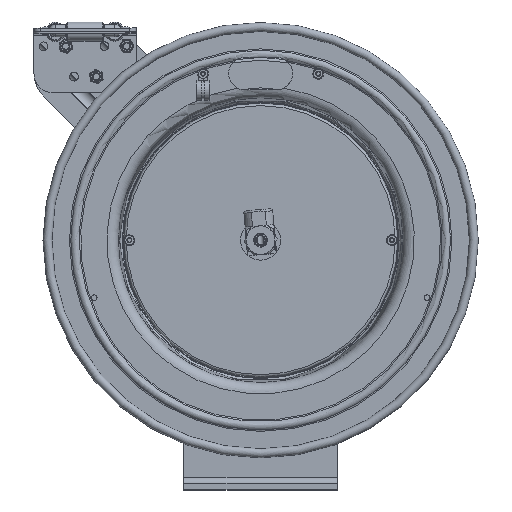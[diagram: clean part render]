
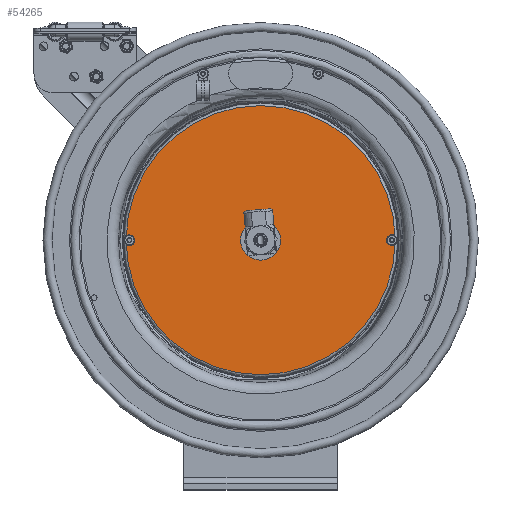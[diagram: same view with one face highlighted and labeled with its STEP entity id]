
A CAD part, top view. The second image highlights one B-rep face of the part: STEP entity #54265.
In plain terms, the highlighted planar face has unit normal (0, 0, 1).
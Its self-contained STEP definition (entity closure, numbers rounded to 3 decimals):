
#1183=FACE_BOUND('',#18394,.T.);
#1184=FACE_BOUND('',#18395,.T.);
#1185=FACE_BOUND('',#18396,.T.);
#1899=PLANE('',#58182);
#16270=FACE_OUTER_BOUND('',#18393,.T.);
#18393=EDGE_LOOP('',(#46979,#46980));
#18394=EDGE_LOOP('',(#46981));
#18395=EDGE_LOOP('',(#46982));
#18396=EDGE_LOOP('',(#46983));
#20731=CIRCLE('',#58177,5.255);
#20732=CIRCLE('',#58178,5.255);
#20736=CIRCLE('',#58183,0.1);
#20737=CIRCLE('',#58184,0.1);
#20738=CIRCLE('',#58185,0.65);
#26324=VERTEX_POINT('',#92530);
#26325=VERTEX_POINT('',#92531);
#26328=VERTEX_POINT('',#92540);
#26329=VERTEX_POINT('',#92542);
#26330=VERTEX_POINT('',#92544);
#35166=EDGE_CURVE('',#26324,#26325,#20731,.T.);
#35167=EDGE_CURVE('',#26325,#26324,#20732,.T.);
#35171=EDGE_CURVE('',#26328,#26328,#20736,.T.);
#35172=EDGE_CURVE('',#26329,#26329,#20737,.T.);
#35173=EDGE_CURVE('',#26330,#26330,#20738,.T.);
#46979=ORIENTED_EDGE('',*,*,#35166,.T.);
#46980=ORIENTED_EDGE('',*,*,#35167,.T.);
#46981=ORIENTED_EDGE('',*,*,#35171,.T.);
#46982=ORIENTED_EDGE('',*,*,#35172,.T.);
#46983=ORIENTED_EDGE('',*,*,#35173,.T.);
#54265=ADVANCED_FACE('',(#16270,#1183,#1184,#1185),#1899,.T.);
#58177=AXIS2_PLACEMENT_3D('',#92532,#67837,#67838);
#58178=AXIS2_PLACEMENT_3D('',#92533,#67839,#67840);
#58182=AXIS2_PLACEMENT_3D('',#92539,#67847,#67848);
#58183=AXIS2_PLACEMENT_3D('',#92541,#67849,#67850);
#58184=AXIS2_PLACEMENT_3D('',#92543,#67851,#67852);
#58185=AXIS2_PLACEMENT_3D('',#92545,#67853,#67854);
#67837=DIRECTION('center_axis',(0.,0.,
1.));
#67838=DIRECTION('ref_axis',(0.,1.,0.));
#67839=DIRECTION('center_axis',(0.,0.,
1.));
#67840=DIRECTION('ref_axis',(0.,1.,0.));
#67847=DIRECTION('center_axis',(0.,0.,
1.));
#67848=DIRECTION('ref_axis',(1.,0.,0.));
#67849=DIRECTION('center_axis',(0.,0.,
-1.));
#67850=DIRECTION('ref_axis',(0.,1.,0.));
#67851=DIRECTION('center_axis',(0.,0.,
-1.));
#67852=DIRECTION('ref_axis',(0.,1.,0.));
#67853=DIRECTION('center_axis',(0.,0.,
-1.));
#67854=DIRECTION('ref_axis',(0.,-1.,0.));
#92530=CARTESIAN_POINT('',(-0.031,5.711,2.804));
#92531=CARTESIAN_POINT('',(-5.286,0.456,2.804));
#92532=CARTESIAN_POINT('Origin',(-0.031,0.456,
2.804));
#92533=CARTESIAN_POINT('Origin',(-0.031,0.456,
2.804));
#92539=CARTESIAN_POINT('Origin',(-0.031,3.084,2.804));
#92540=CARTESIAN_POINT('',(5.094,0.556,2.804));
#92541=CARTESIAN_POINT('Origin',(5.094,0.456,2.804));
#92542=CARTESIAN_POINT('',(-5.156,0.556,2.804));
#92543=CARTESIAN_POINT('Origin',(-5.156,0.456,2.804));
#92544=CARTESIAN_POINT('',(-0.031,1.106,2.804));
#92545=CARTESIAN_POINT('Origin',(-0.031,0.456,
2.804));
